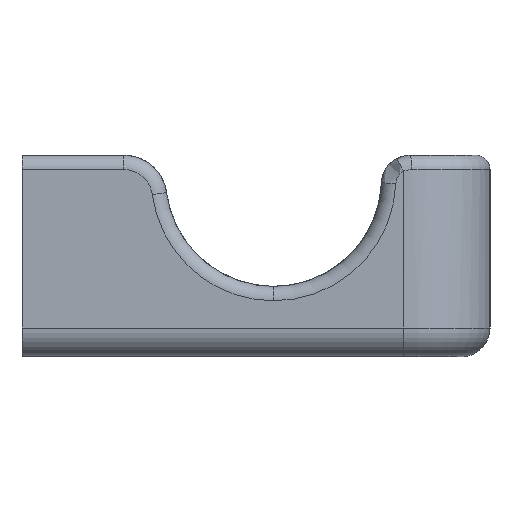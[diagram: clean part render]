
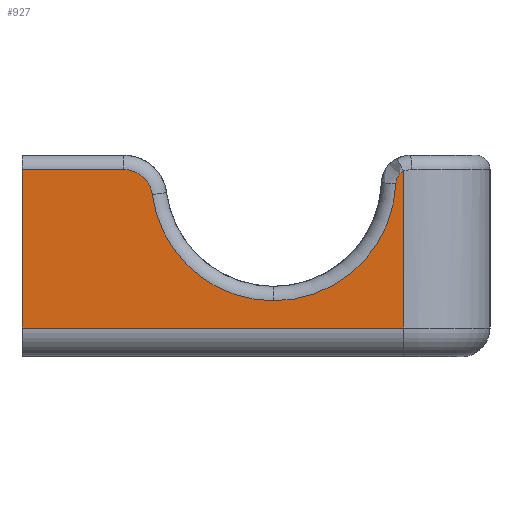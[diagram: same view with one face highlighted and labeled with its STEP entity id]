
A CAD part, left-side view. The second image highlights one B-rep face of the part: STEP entity #927.
In plain terms, the highlighted planar face has unit normal (-1, 0, 0).
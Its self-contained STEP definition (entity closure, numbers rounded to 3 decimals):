
#818=CARTESIAN_POINT('',(6.,36.5,2.));
#819=VERTEX_POINT('',#818);
#827=CARTESIAN_POINT('',(6.,36.5,13.));
#828=VERTEX_POINT('',#827);
#829=CARTESIAN_POINT('',(6.,36.5,13.));
#830=DIRECTION('',(0.,0.,-1.));
#831=VECTOR('',#830,11.);
#832=LINE('',#829,#831);
#833=EDGE_CURVE('',#828,#819,#832,.T.);
#861=CARTESIAN_POINT('',(6.,18.75,14.));
#862=DIRECTION('',(1.,0.,0.));
#863=DIRECTION('',(0.,0.,-1.));
#864=AXIS2_PLACEMENT_3D('',#861,#862,#863);
#865=PLANE('',#864);
#866=ORIENTED_EDGE('',*,*,#833,.T.);
#867=CARTESIAN_POINT('',(6.,10.,2.));
#868=VERTEX_POINT('',#867);
#869=CARTESIAN_POINT('',(6.,36.5,2.));
#870=DIRECTION('',(0.,-1.,0.));
#871=VECTOR('',#870,26.5);
#872=LINE('',#869,#871);
#873=EDGE_CURVE('',#819,#868,#872,.T.);
#874=ORIENTED_EDGE('',*,*,#873,.T.);
#875=CARTESIAN_POINT('',(6.,10.,12.887));
#876=VERTEX_POINT('',#875);
#877=CARTESIAN_POINT('',(6.,10.,2.));
#878=DIRECTION('',(-0.,-0.,1.));
#879=VECTOR('',#878,10.887);
#880=LINE('',#877,#879);
#881=EDGE_CURVE('',#868,#876,#880,.T.);
#882=ORIENTED_EDGE('',*,*,#881,.T.);
#883=CARTESIAN_POINT('',(6.,10.537,12.041));
#884=VERTEX_POINT('',#883);
#885=CARTESIAN_POINT('',(6.,9.538,12.));
#886=DIRECTION('',(-1.,-0.,-0.));
#887=DIRECTION('',(0.,0.,-1.));
#888=AXIS2_PLACEMENT_3D('',#885,#886,#887);
#889=CIRCLE('',#888,1.);
#890=EDGE_CURVE('',#876,#884,#889,.T.);
#891=ORIENTED_EDGE('',*,*,#890,.T.);
#892=CARTESIAN_POINT('',(6.,19.03,3.89));
#893=VERTEX_POINT('',#892);
#894=CARTESIAN_POINT('',(6.,19.03,12.39));
#895=DIRECTION('',(1.,0.,0.));
#896=DIRECTION('',(0.,0.,-1.));
#897=AXIS2_PLACEMENT_3D('',#894,#895,#896);
#898=CIRCLE('',#897,8.5);
#899=EDGE_CURVE('',#884,#893,#898,.T.);
#900=ORIENTED_EDGE('',*,*,#899,.T.);
#901=CARTESIAN_POINT('',(6.,27.455,11.265));
#902=VERTEX_POINT('',#901);
#903=CARTESIAN_POINT('',(6.,19.03,12.39));
#904=DIRECTION('',(1.,0.,0.));
#905=DIRECTION('',(0.,0.,-1.));
#906=AXIS2_PLACEMENT_3D('',#903,#904,#905);
#907=CIRCLE('',#906,8.5);
#908=EDGE_CURVE('',#893,#902,#907,.T.);
#909=ORIENTED_EDGE('',*,*,#908,.T.);
#910=CARTESIAN_POINT('',(6.,29.437,13.));
#911=VERTEX_POINT('',#910);
#912=CARTESIAN_POINT('',(6.,29.437,11.));
#913=DIRECTION('',(-1.,-0.,-0.));
#914=DIRECTION('',(0.,0.,-1.));
#915=AXIS2_PLACEMENT_3D('',#912,#913,#914);
#916=CIRCLE('',#915,2.);
#917=EDGE_CURVE('',#902,#911,#916,.T.);
#918=ORIENTED_EDGE('',*,*,#917,.T.);
#919=CARTESIAN_POINT('',(6.,29.437,13.));
#920=DIRECTION('',(-0.,1.,-0.));
#921=VECTOR('',#920,7.063);
#922=LINE('',#919,#921);
#923=EDGE_CURVE('',#911,#828,#922,.T.);
#924=ORIENTED_EDGE('',*,*,#923,.T.);
#925=EDGE_LOOP('',(#866,#874,#882,#891,#900,#909,#918,#924));
#926=FACE_BOUND('',#925,.T.);
#927=ADVANCED_FACE('',(#926),#865,.F.);
